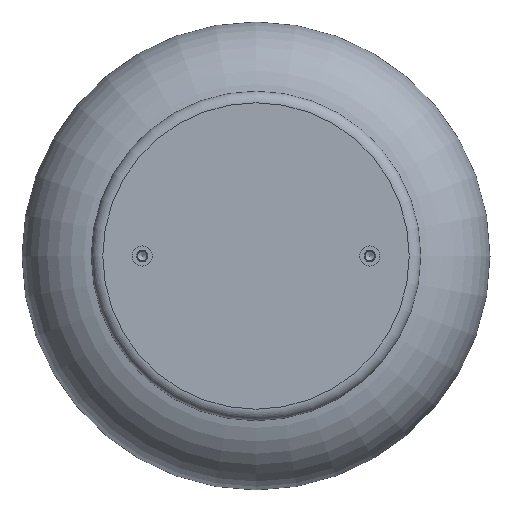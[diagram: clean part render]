
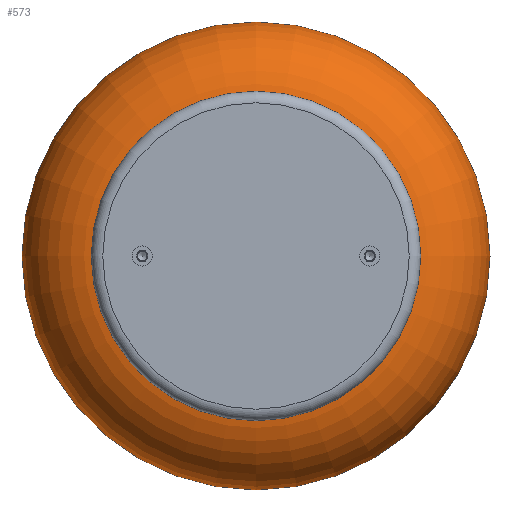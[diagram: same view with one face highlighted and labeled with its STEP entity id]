
A CAD part, front view. The second image highlights one B-rep face of the part: STEP entity #573.
In plain terms, the highlighted toroidal (fillet/blend) face has major radius 103 mm and minor radius 59 mm.
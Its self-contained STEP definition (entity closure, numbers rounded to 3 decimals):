
#44=TOROIDAL_SURFACE('',#616,103.,59.);
#54=ORIENTED_EDGE('',*,*,#113,.T.);
#55=ORIENTED_EDGE('',*,*,#114,.F.);
#113=EDGE_CURVE('',#144,#144,#179,.T.);
#114=EDGE_CURVE('',#145,#145,#180,.T.);
#144=VERTEX_POINT('',#813);
#145=VERTEX_POINT('',#816);
#179=CIRCLE('',#615,103.);
#180=CIRCLE('',#617,103.);
#213=EDGE_LOOP('',(#54));
#214=EDGE_LOOP('',(#55));
#275=FACE_BOUND('',#213,.T.);
#276=FACE_BOUND('',#214,.T.);
#573=ADVANCED_FACE('',(#275,#276),#44,.T.);
#615=AXIS2_PLACEMENT_3D('',#812,#688,#689);
#616=AXIS2_PLACEMENT_3D('',#814,#690,#691);
#617=AXIS2_PLACEMENT_3D('',#815,#692,#693);
#688=DIRECTION('',(0.,-1.,0.));
#689=DIRECTION('',(0.,0.,-1.));
#690=DIRECTION('',(0.,-1.,0.));
#691=DIRECTION('',(0.,0.,-1.));
#692=DIRECTION('',(0.,-1.,0.));
#693=DIRECTION('',(0.,0.,-1.));
#812=CARTESIAN_POINT('',(0.,59.,0.));
#813=CARTESIAN_POINT('',(0.,59.,-103.));
#814=CARTESIAN_POINT('',(0.,0.,0.));
#815=CARTESIAN_POINT('',(0.,-59.,0.));
#816=CARTESIAN_POINT('',(0.,-59.,-103.));
